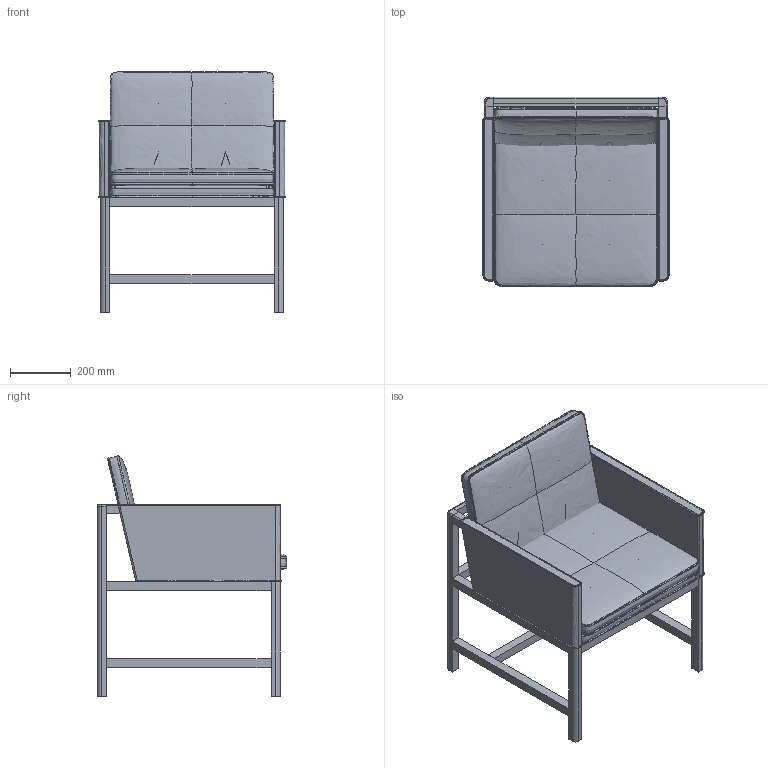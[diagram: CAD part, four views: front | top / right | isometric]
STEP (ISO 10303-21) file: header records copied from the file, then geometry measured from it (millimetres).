
FILE_DESCRIPTION(/* description */ (''),/* implementation_level */ '2;1');
FILE_NAME(/* name */ 'Wood_Frame_CB-540_3D',/* time_stamp */ '2023-10-06T12:29:53+02:00',/* author */ (''),/* organization */ (''),/* preprocessor_version */ 'ST-DEVELOPER v16.5',/* originating_system */ 'Rhino 7.31',/* authorisation */ '');
FILE_SCHEMA (('AUTOMOTIVE_DESIGN'));
Length unit declared in the file: centimetre
Products named in the file (2): Document; Wood_Frame_CB-540
Assembly tree (1 placements, depth 2):
  Document
    Wood_Frame_CB-540
Bounding box: 613.2 x 625.02 x 792.54 mm (x, y, z)
Volume: 6195229.6 mm3; surface area: 3451819.8 mm2
Topology: 20 solids, 32 shells, 302 faces, 699 edges, 421 vertices
Faces by surface type: bspline 179, plane 102, cylinder 21
Full cylindrical faces by diameter (mm): 5 x6
Entity records: 29751 total; most frequent: CARTESIAN_POINT 25372, ORIENTED_EDGE 1304, EDGE_CURVE 680, VERTEX_POINT 418, B_SPLINE_CURVE_WITH_KNOTS 309, ADVANCED_FACE 298, FACE_OUTER_BOUND 298, EDGE_LOOP 298
